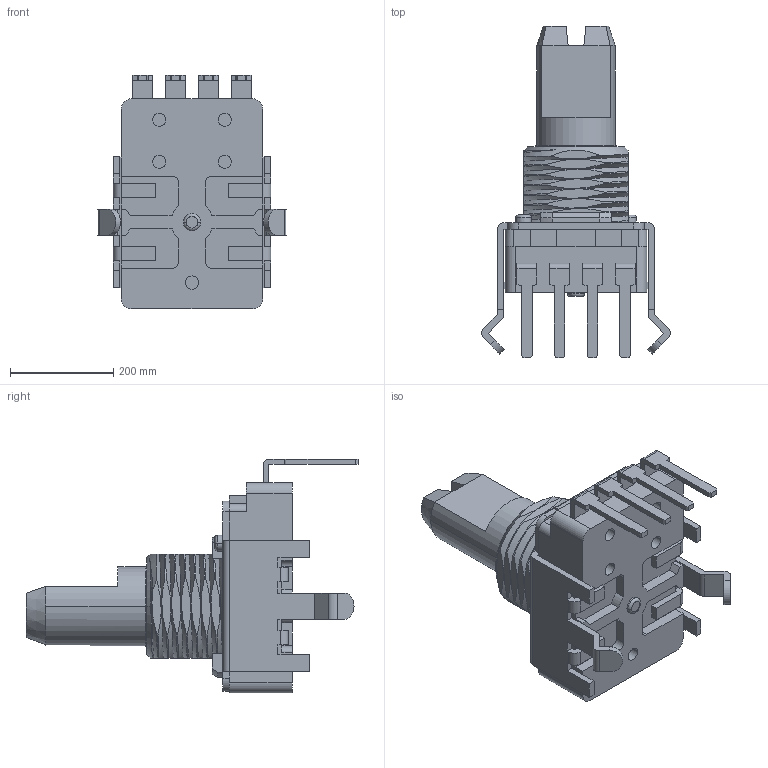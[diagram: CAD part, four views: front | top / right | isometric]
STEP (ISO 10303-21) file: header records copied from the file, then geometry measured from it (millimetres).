
FILE_DESCRIPTION((''),'2;1');
FILE_NAME('PTV111-3415A','2011-03-03T',('Administrator'),(''),'PRO/ENGINEER BY PARAMETRIC TECHNOLOGY CORPORATION, 2001280','PRO/ENGINEER BY PARAMETRIC TECHNOLOGY CORPORATION, 2001280','');
FILE_SCHEMA(('CONFIG_CONTROL_DESIGN'));
Length unit declared in the file: inch
Products named in the file (1): PTV111-3415A
Bounding box: 365.66 x 642.62 x 452.12 mm (x, y, z)
Volume: 23727670.7 mm3; surface area: 961804.9 mm2
Topology: 1 solids, 1 shells, 353 faces, 986 edges, 638 vertices
Faces by surface type: plane 234, cylinder 97, cone 9, bspline 7, torus 6
Entity records: 13820 total; most frequent: CARTESIAN_POINT 4907, ORIENTED_EDGE 1972, DIRECTION 1672, EDGE_CURVE 986, VECTOR 658, LINE 658, VERTEX_POINT 638, AXIS2_PLACEMENT_3D 507
